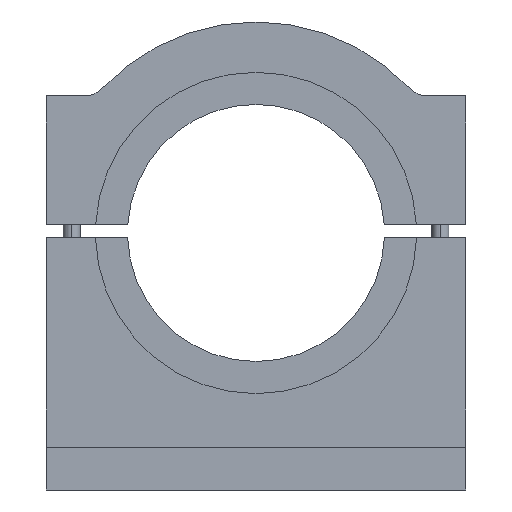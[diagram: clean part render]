
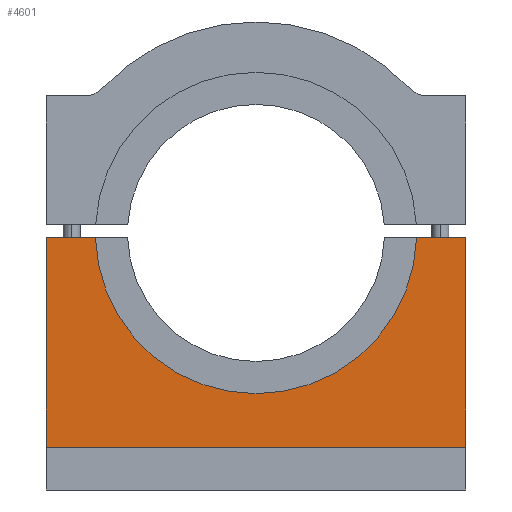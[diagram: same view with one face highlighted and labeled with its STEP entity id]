
A CAD part, left-side view. The second image highlights one B-rep face of the part: STEP entity #4601.
In plain terms, the highlighted planar face has unit normal (-1, 0, 0).
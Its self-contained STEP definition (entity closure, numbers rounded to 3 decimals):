
#64 = PLANE ( 'NONE',  #9161 ) ;
#161 = LINE ( 'NONE', #7125, #7758 ) ;
#277 = FACE_OUTER_BOUND ( 'NONE', #4123, .T. ) ;
#1276 = VECTOR ( 'NONE', #2421, 1000. ) ;
#1514 = DIRECTION ( 'NONE',  ( 0., 1., 0. ) ) ;
#1715 = CARTESIAN_POINT ( 'NONE',  ( -35., 0., 60. ) ) ;
#1719 = CARTESIAN_POINT ( 'NONE',  ( -35., 37.487, 59. ) ) ;
#2185 = CARTESIAN_POINT ( 'NONE',  ( -35., -49., 10. ) ) ;
#2220 = LINE ( 'NONE', #3714, #10518 ) ;
#2342 = ORIENTED_EDGE ( 'NONE', *, *, #4903, .F. ) ;
#2379 = CARTESIAN_POINT ( 'NONE',  ( -35., -49., 10. ) ) ;
#2421 = DIRECTION ( 'NONE',  ( 0., -1., 0. ) ) ;
#2468 = VECTOR ( 'NONE', #9626, 1000. ) ;
#2748 = DIRECTION ( 'NONE',  ( 1., 0., 0. ) ) ;
#2874 = ORIENTED_EDGE ( 'NONE', *, *, #4279, .F. ) ;
#2956 = LINE ( 'NONE', #1719, #1276 ) ;
#3024 = ORIENTED_EDGE ( 'NONE', *, *, #9822, .F. ) ;
#3172 = VERTEX_POINT ( 'NONE', #7957 ) ;
#3714 = CARTESIAN_POINT ( 'NONE',  ( -35., 49., 59. ) ) ;
#3791 = EDGE_CURVE ( 'NONE', #7792, #8698, #4521, .T. ) ;
#3879 = CARTESIAN_POINT ( 'NONE',  ( -35., -37.487, 59. ) ) ;
#3904 = CARTESIAN_POINT ( 'NONE',  ( -35., 49., 59. ) ) ;
#4123 = EDGE_LOOP ( 'NONE', ( #3024, #7411, #2342, #7766, #2874, #9797 ) ) ;
#4279 = EDGE_CURVE ( 'NONE', #3172, #6582, #2220, .T. ) ;
#4306 = DIRECTION ( 'NONE',  ( 0., 1., 0. ) ) ;
#4521 = LINE ( 'NONE', #5455, #2468 ) ;
#4601 = ADVANCED_FACE ( 'NONE', ( #277 ), #64, .F. ) ;
#4882 = CIRCLE ( 'NONE', #6802, 37.5 ) ;
#4903 = EDGE_CURVE ( 'NONE', #6183, #7792, #4882, .T. ) ;
#5452 = DIRECTION ( 'NONE',  ( 0., 0., -1. ) ) ;
#5455 = CARTESIAN_POINT ( 'NONE',  ( -35., -49., 59. ) ) ;
#5609 = EDGE_CURVE ( 'NONE', #8278, #3172, #6558, .T. ) ;
#6183 = VERTEX_POINT ( 'NONE', #6644 ) ;
#6202 = DIRECTION ( 'NONE',  ( 0., 0., 1. ) ) ;
#6558 = LINE ( 'NONE', #2379, #9284 ) ;
#6582 = VERTEX_POINT ( 'NONE', #3904 ) ;
#6644 = CARTESIAN_POINT ( 'NONE',  ( -35., 37.487, 59. ) ) ;
#6802 = AXIS2_PLACEMENT_3D ( 'NONE', #8096, #9806, #1514 ) ;
#7125 = CARTESIAN_POINT ( 'NONE',  ( -35., -49., 59. ) ) ;
#7411 = ORIENTED_EDGE ( 'NONE', *, *, #3791, .F. ) ;
#7758 = VECTOR ( 'NONE', #5452, 1000. ) ;
#7766 = ORIENTED_EDGE ( 'NONE', *, *, #8545, .F. ) ;
#7792 = VERTEX_POINT ( 'NONE', #3879 ) ;
#7957 = CARTESIAN_POINT ( 'NONE',  ( -35., 49., 10. ) ) ;
#8096 = CARTESIAN_POINT ( 'NONE',  ( -35., 0., 60. ) ) ;
#8154 = DIRECTION ( 'NONE',  ( 0., 1., 0. ) ) ;
#8278 = VERTEX_POINT ( 'NONE', #2185 ) ;
#8545 = EDGE_CURVE ( 'NONE', #6582, #6183, #2956, .T. ) ;
#8698 = VERTEX_POINT ( 'NONE', #9281 ) ;
#9161 = AXIS2_PLACEMENT_3D ( 'NONE', #1715, #2748, #4306 ) ;
#9281 = CARTESIAN_POINT ( 'NONE',  ( -35., -49., 59. ) ) ;
#9284 = VECTOR ( 'NONE', #8154, 1000. ) ;
#9626 = DIRECTION ( 'NONE',  ( 0., -1., 0. ) ) ;
#9797 = ORIENTED_EDGE ( 'NONE', *, *, #5609, .F. ) ;
#9806 = DIRECTION ( 'NONE',  ( -1., 0., 0. ) ) ;
#9822 = EDGE_CURVE ( 'NONE', #8698, #8278, #161, .T. ) ;
#10518 = VECTOR ( 'NONE', #6202, 1000. ) ;
